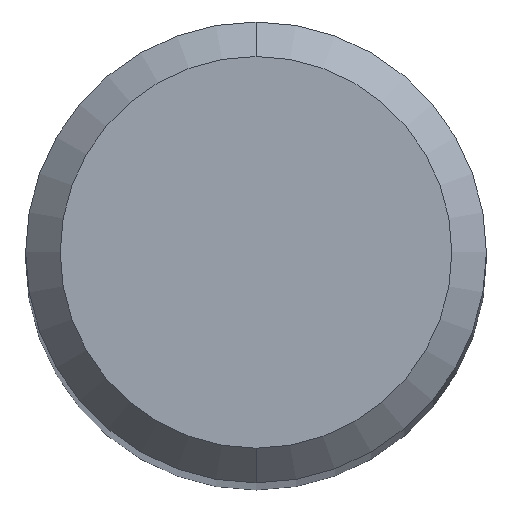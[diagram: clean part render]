
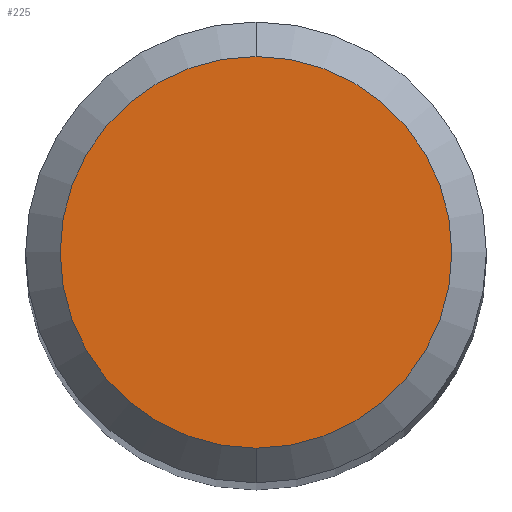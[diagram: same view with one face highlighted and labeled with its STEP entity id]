
A CAD part, top view. The second image highlights one B-rep face of the part: STEP entity #225.
In plain terms, the highlighted planar face has unit normal (0, 0, 1).
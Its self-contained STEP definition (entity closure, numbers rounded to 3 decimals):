
#225=ADVANCED_FACE('',(#531),#532,.T.);
#261=EDGE_CURVE('',#395,#449,#570,.T.);
#395=VERTEX_POINT('',#720);
#411=EDGE_CURVE('',#449,#395,#736,.T.);
#449=VERTEX_POINT('',#776);
#531=FACE_OUTER_BOUND('',#868,.T.);
#532=PLANE('',#869);
#570=CIRCLE('',#989,1.7);
#720=CARTESIAN_POINT('',(0.0,1.7,0.0));
#736=CIRCLE('',#1317,1.7);
#776=CARTESIAN_POINT('',(0.,-1.7,0.0));
#868=EDGE_LOOP('',(#1489,#1490));
#869=AXIS2_PLACEMENT_3D('',#1491,#1492,#1493);
#989=AXIS2_PLACEMENT_3D('',#1519,#1520,#1521);
#1317=AXIS2_PLACEMENT_3D('',#1706,#1707,#1708);
#1489=ORIENTED_EDGE('',*,*,#261,.F.);
#1490=ORIENTED_EDGE('',*,*,#411,.F.);
#1491=CARTESIAN_POINT('',(0.0,0.85,0.0));
#1492=DIRECTION('',(-0.0,0.0,1.0));
#1493=DIRECTION('',(0.0,-1.0,0.0));
#1519=CARTESIAN_POINT('',(0.0,0.0,0.0));
#1520=DIRECTION('',(0.0,0.0,-1.0));
#1521=DIRECTION('',(0.0,1.0,0.0));
#1706=CARTESIAN_POINT('',(0.0,0.0,0.0));
#1707=DIRECTION('',(0.0,0.0,-1.0));
#1708=DIRECTION('',(0.0,1.0,0.0));
